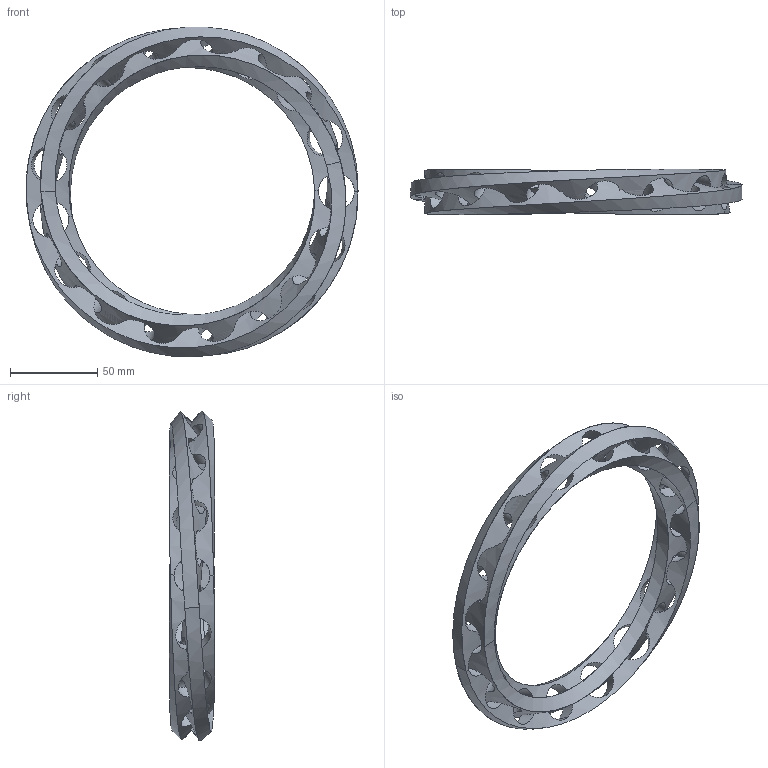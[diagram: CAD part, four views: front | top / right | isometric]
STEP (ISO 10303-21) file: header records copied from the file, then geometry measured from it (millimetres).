
FILE_DESCRIPTION(('FreeCAD Model'),'2;1');
FILE_NAME('Open CASCADE Shape Model','2025-04-27T21:41:35',('FreeCAD'),( 'FreeCAD'),'Open CASCADE STEP processor 7.6','FreeCAD','Unknown');
FILE_SCHEMA(('AUTOMOTIVE_DESIGN { 1 0 10303 214 1 1 1 1 }'));
Products named in the file (1): Open CASCADE STEP translator 7.6 1
Bounding box: 190.55 x 26.15 x 189.31 mm (x, y, z)
Surface area: 64613.9 mm2 (no closed solid volume)
Topology: 0 solids, 84 shells, 84 faces, 4824 edges, 4824 vertices
Faces by surface type: bspline 84
Entity records: 52400 total; most frequent: CARTESIAN_POINT 32541, ORIENTED_EDGE 4824, EDGE_CURVE 4824, VERTEX_POINT 4824, B_SPLINE_CURVE_WITH_KNOTS 4824, FACE_BOUND 140, EDGE_LOOP 140, SHELL_BASED_SURFACE_MODEL 84
